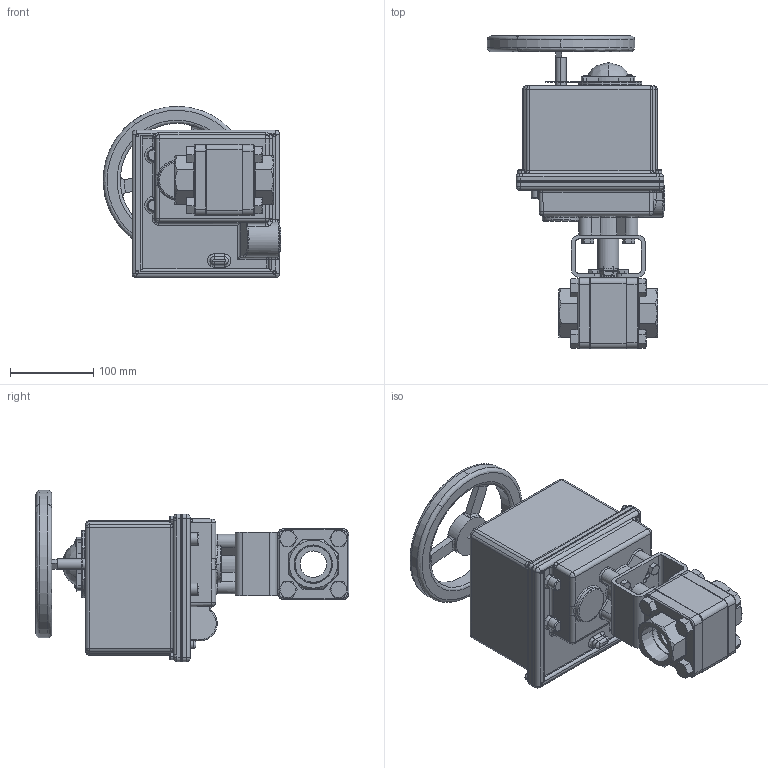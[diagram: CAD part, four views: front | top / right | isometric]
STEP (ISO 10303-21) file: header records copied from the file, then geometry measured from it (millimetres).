
FILE_DESCRIPTION (( 'STEP AP203' ), '1' );
FILE_NAME ('3000R-150-PT_ER-6.STEP', '2017-11-03T20:03:37', ( '' ), ( '' ), 'SwSTEP 2.0', 'SolidWorks 2014', '' );
FILE_SCHEMA (( 'CONFIG_CONTROL_DESIGN' ));
Products named in the file (1): 3000R-150-PT_ER-6
Bounding box: 213.64 x 377.62 x 206.35 mm (x, y, z)
Surface area: 376955.1 mm2 (no closed solid volume)
Topology: 0 solids, 71 shells, 948 faces, 2807 edges, 1884 vertices
Faces by surface type: plane 344, cylinder 328, bspline 160, cone 106, torus 10
Entity records: 43257 total; most frequent: CARTESIAN_POINT 19683, ORIENTED_EDGE 4672, DIRECTION 4610, EDGE_CURVE 2790, VERTEX_POINT 1884, AXIS2_PLACEMENT_3D 1708, VECTOR 1194, LINE 1194
